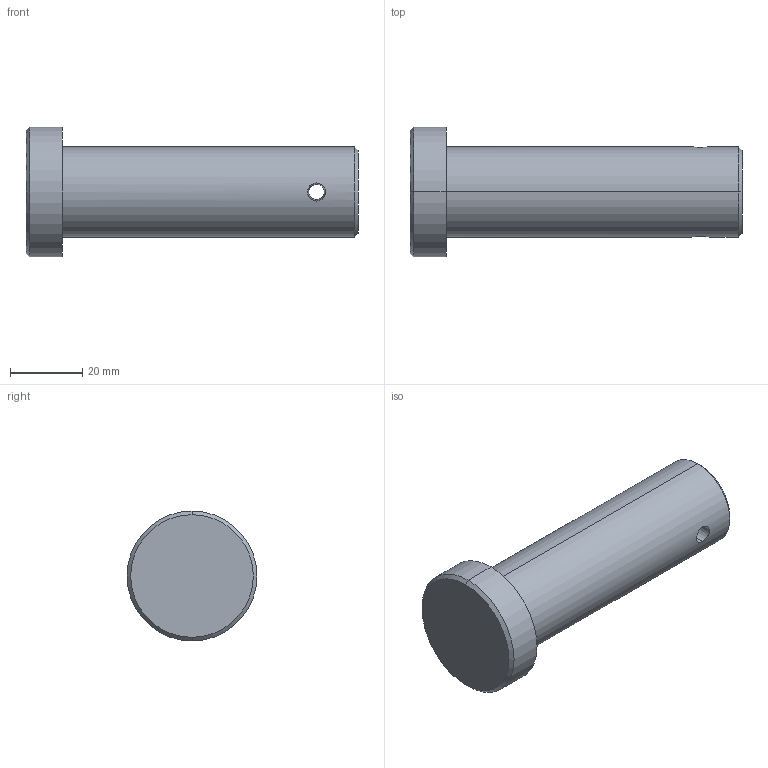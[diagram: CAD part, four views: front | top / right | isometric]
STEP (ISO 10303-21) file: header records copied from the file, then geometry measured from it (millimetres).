
FILE_DESCRIPTION (( 'STEP AP214' ), '1' );
FILE_NAME ('Pin.STEP', '2025-02-11T19:53:16', ( '' ), ( '' ), 'SwSTEP 2.0', 'SolidWorks 2024', '' );
FILE_SCHEMA (( 'AUTOMOTIVE_DESIGN' ));
Length unit declared in the file: millimetre
Products named in the file (1): Pin
Bounding box: 92 x 36 x 36 mm (x, y, z)
Volume: 49917.6 mm3; surface area: 9818.3 mm2
Topology: 1 solids, 1 shells, 13 faces, 26 edges, 16 vertices
Faces by surface type: cone 6, cylinder 4, plane 3
Entity records: 471 total; most frequent: CARTESIAN_POINT 168, DIRECTION 62, ORIENTED_EDGE 52, AXIS2_PLACEMENT_3D 26, EDGE_CURVE 26, EDGE_LOOP 16, VERTEX_POINT 16, ADVANCED_FACE 13
